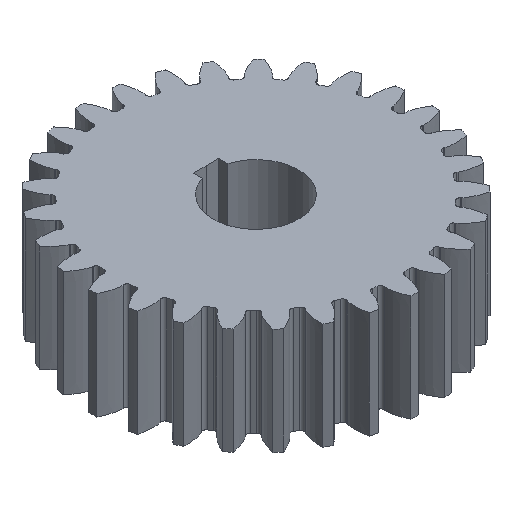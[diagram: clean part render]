
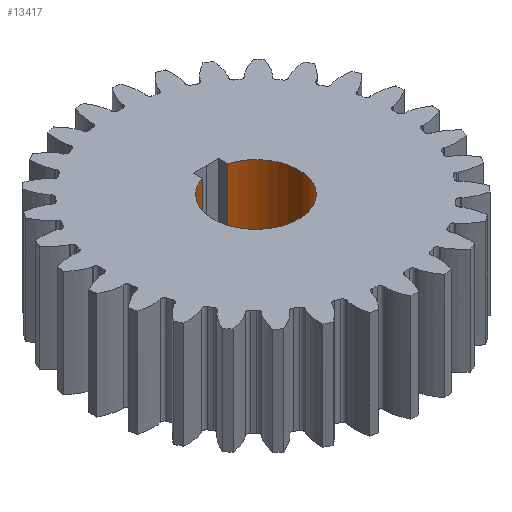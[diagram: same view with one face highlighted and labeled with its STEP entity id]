
A CAD part, isometric view. The second image highlights one B-rep face of the part: STEP entity #13417.
In plain terms, the highlighted cylindrical face has radius 20 mm (diameter 40 mm), a partial arc.
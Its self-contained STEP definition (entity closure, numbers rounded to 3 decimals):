
#13091=CARTESIAN_POINT('Vertex',(6.,19.079,50.)) ;
#13094=CARTESIAN_POINT('Axis2P3D Location',(0.,0.,50.)) ;
#13098=CARTESIAN_POINT('Vertex',(-6.,19.079,50.)) ;
#13359=CARTESIAN_POINT('Vertex',(-6.,19.079,0.)) ;
#13362=CARTESIAN_POINT('Axis2P3D Location',(0.,0.,0.)) ;
#13366=CARTESIAN_POINT('Vertex',(6.,19.079,0.)) ;
#13396=CARTESIAN_POINT('Axis2P3D Location',(0.,0.,25.)) ;
#13401=CARTESIAN_POINT('Line Origine',(-6.,19.079,25.)) ;
#13406=CARTESIAN_POINT('Line Origine',(6.,19.079,25.)) ;
#13095=DIRECTION('Axis2P3D Direction',(0.,0.,1.)) ;
#13363=DIRECTION('Axis2P3D Direction',(0.,0.,1.)) ;
#13397=DIRECTION('Axis2P3D Direction',(0.,0.,1.)) ;
#13398=DIRECTION('Axis2P3D XDirection',(-0.3,0.954,0.)) ;
#13402=DIRECTION('Vector Direction',(0.,0.,1.)) ;
#13407=DIRECTION('Vector Direction',(0.,0.,1.)) ;
#13096=AXIS2_PLACEMENT_3D('Circle Axis2P3D',#13094,#13095,$) ;
#13364=AXIS2_PLACEMENT_3D('Circle Axis2P3D',#13362,#13363,$) ;
#13399=AXIS2_PLACEMENT_3D('Cylinder Axis2P3D',#13396,#13397,#13398) ;
#13412=ORIENTED_EDGE('',*,*,#13405,.F.) ;
#13413=ORIENTED_EDGE('',*,*,#13100,.T.) ;
#13414=ORIENTED_EDGE('',*,*,#13410,.T.) ;
#13415=ORIENTED_EDGE('',*,*,#13368,.F.) ;
#13403=VECTOR('Line Direction',#13402,1.) ;
#13408=VECTOR('Line Direction',#13407,1.) ;
#13417=ADVANCED_FACE('PartBody',(#13416),#13400,.F.) ;
#13097=CIRCLE('generated circle',#13096,20.) ;
#13365=CIRCLE('generated circle',#13364,20.) ;
#13400=CYLINDRICAL_SURFACE('generated cylinder',#13399,20.) ;
#13100=EDGE_CURVE('',#13099,#13092,#13097,.T.) ;
#13368=EDGE_CURVE('',#13360,#13367,#13365,.T.) ;
#13405=EDGE_CURVE('',#13099,#13360,#13404,.F.) ;
#13410=EDGE_CURVE('',#13092,#13367,#13409,.F.) ;
#13411=EDGE_LOOP('',(#13412,#13413,#13414,#13415)) ;
#13416=FACE_OUTER_BOUND('',#13411,.T.) ;
#13404=LINE('Line',#13401,#13403) ;
#13409=LINE('Line',#13406,#13408) ;
#13092=VERTEX_POINT('',#13091) ;
#13099=VERTEX_POINT('',#13098) ;
#13360=VERTEX_POINT('',#13359) ;
#13367=VERTEX_POINT('',#13366) ;
